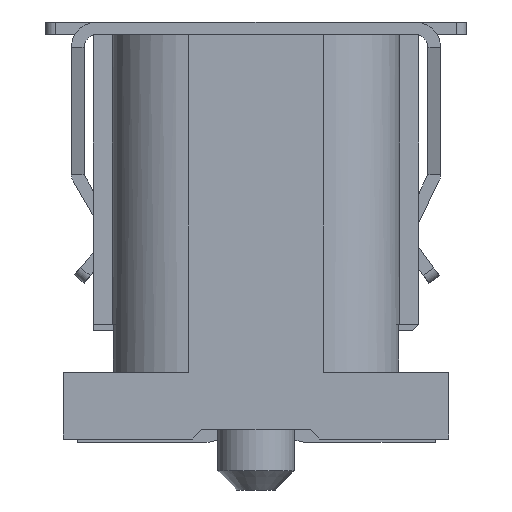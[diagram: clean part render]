
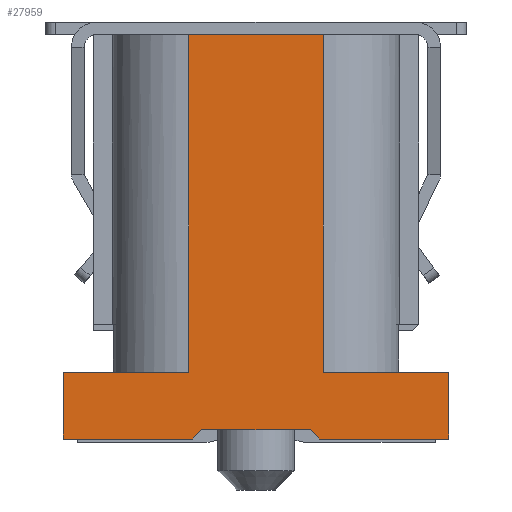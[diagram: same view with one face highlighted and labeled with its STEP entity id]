
A CAD part, left-side view. The second image highlights one B-rep face of the part: STEP entity #27959.
In plain terms, the highlighted planar face has unit normal (-1, 0, 0).
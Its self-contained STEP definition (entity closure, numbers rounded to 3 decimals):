
#1308=ORIENTED_EDGE('',*,*,#8910,.F.);
#1309=ORIENTED_EDGE('',*,*,#8889,.T.);
#1310=ORIENTED_EDGE('',*,*,#8774,.F.);
#1311=ORIENTED_EDGE('',*,*,#8803,.F.);
#1312=ORIENTED_EDGE('',*,*,#8828,.F.);
#1313=ORIENTED_EDGE('',*,*,#8830,.F.);
#1314=ORIENTED_EDGE('',*,*,#8808,.F.);
#1315=ORIENTED_EDGE('',*,*,#8816,.F.);
#1316=ORIENTED_EDGE('',*,*,#9451,.F.);
#1317=ORIENTED_EDGE('',*,*,#8899,.F.);
#1318=ORIENTED_EDGE('',*,*,#8896,.F.);
#1319=ORIENTED_EDGE('',*,*,#8913,.F.);
#8774=EDGE_CURVE('',#12875,#12876,#15427,.T.);
#8803=EDGE_CURVE('',#12899,#12875,#15451,.T.);
#8808=EDGE_CURVE('',#12904,#12905,#15455,.T.);
#8816=EDGE_CURVE('',#12911,#12904,#15463,.T.);
#8828=EDGE_CURVE('',#12919,#12899,#15473,.T.);
#8830=EDGE_CURVE('',#12905,#12919,#15475,.T.);
#8889=EDGE_CURVE('',#12959,#12876,#15532,.T.);
#8896=EDGE_CURVE('',#12965,#12961,#15537,.T.);
#8899=EDGE_CURVE('',#12961,#12967,#15540,.T.);
#8910=EDGE_CURVE('',#12959,#12975,#15549,.T.);
#8913=EDGE_CURVE('',#12975,#12965,#15552,.T.);
#9451=EDGE_CURVE('',#12967,#12911,#16089,.T.);
#12875=VERTEX_POINT('',#38675);
#12876=VERTEX_POINT('',#38677);
#12899=VERTEX_POINT('',#38730);
#12904=VERTEX_POINT('',#38741);
#12905=VERTEX_POINT('',#38743);
#12911=VERTEX_POINT('',#38758);
#12919=VERTEX_POINT('',#38782);
#12959=VERTEX_POINT('',#38903);
#12961=VERTEX_POINT('',#38908);
#12965=VERTEX_POINT('',#38916);
#12967=VERTEX_POINT('',#38921);
#12975=VERTEX_POINT('',#38946);
#15427=LINE('',#38676,#19407);
#15451=LINE('',#38731,#19431);
#15455=LINE('',#38742,#19435);
#15463=LINE('',#38759,#19443);
#15473=LINE('',#38783,#19453);
#15475=LINE('',#38786,#19455);
#15532=LINE('',#38902,#19512);
#15537=LINE('',#38917,#19517);
#15540=LINE('',#38923,#19520);
#15549=LINE('',#38945,#19529);
#15552=LINE('',#38950,#19532);
#16089=LINE('',#40026,#20069);
#19407=VECTOR('',#31250,1000.);
#19431=VECTOR('',#31288,1000.);
#19435=VECTOR('',#31296,1000.);
#19443=VECTOR('',#31308,1000.);
#19453=VECTOR('',#31330,1000.);
#19455=VECTOR('',#31334,1000.);
#19512=VECTOR('',#31431,1000.);
#19517=VECTOR('',#31442,1000.);
#19520=VECTOR('',#31447,1000.);
#19529=VECTOR('',#31468,1000.);
#19532=VECTOR('',#31473,1000.);
#20069=VECTOR('',#32024,1000.);
#23437=EDGE_LOOP('',(#1308,#1309,#1310,#1311,#1312,#1313,#1314,#1315,#1316,
#1317,#1318,#1319));
#25011=FACE_BOUND('',#23437,.T.);
#26516=PLANE('',#29520);
#27959=ADVANCED_FACE('',(#25011),#26516,.F.);
#29520=AXIS2_PLACEMENT_3D('',#40025,#32022,#32023);
#31250=DIRECTION('',(0.,-1.,0.));
#31288=DIRECTION('',(0.,0.,1.));
#31296=DIRECTION('',(0.,1.,0.));
#31308=DIRECTION('',(0.,0.707,-0.707));
#31330=DIRECTION('',(0.,-1.,0.));
#31334=DIRECTION('',(0.,0.,1.));
#31431=DIRECTION('',(0.,0.,1.));
#31442=DIRECTION('',(0.,1.,0.));
#31447=DIRECTION('',(0.,0.707,0.707));
#31468=DIRECTION('',(0.,-1.,0.));
#31473=DIRECTION('',(0.,0.,-1.));
#32022=DIRECTION('',(1.,0.,0.));
#32023=DIRECTION('',(0.,0.,-1.));
#32024=DIRECTION('',(0.,1.,0.));
#38675=CARTESIAN_POINT('',(-17.95,1.055,5.55));
#38676=CARTESIAN_POINT('',(-17.95,2.555,5.55));
#38677=CARTESIAN_POINT('',(-17.95,-1.055,5.55));
#38730=CARTESIAN_POINT('',(-17.95,1.055,0.25));
#38731=CARTESIAN_POINT('',(-17.95,1.055,0.));
#38741=CARTESIAN_POINT('',(-17.95,1.005,-0.8));
#38742=CARTESIAN_POINT('',(-17.95,1.005,-0.8));
#38743=CARTESIAN_POINT('',(-17.95,3.025,-0.8));
#38758=CARTESIAN_POINT('',(-17.95,0.855,-0.65));
#38759=CARTESIAN_POINT('',(-17.95,0.855,-0.65));
#38782=CARTESIAN_POINT('',(-17.95,3.025,0.25));
#38783=CARTESIAN_POINT('',(-17.95,3.025,0.25));
#38786=CARTESIAN_POINT('',(-17.95,3.025,-0.8));
#38902=CARTESIAN_POINT('',(-17.95,-1.055,0.));
#38903=CARTESIAN_POINT('',(-17.95,-1.055,0.25));
#38908=CARTESIAN_POINT('',(-17.95,-1.005,-0.8));
#38916=CARTESIAN_POINT('',(-17.95,-3.025,-0.8));
#38917=CARTESIAN_POINT('',(-17.95,-3.025,-0.8));
#38921=CARTESIAN_POINT('',(-17.95,-0.855,-0.65));
#38923=CARTESIAN_POINT('',(-17.95,-1.005,-0.8));
#38945=CARTESIAN_POINT('',(-17.95,3.025,0.25));
#38946=CARTESIAN_POINT('',(-17.95,-3.025,0.25));
#38950=CARTESIAN_POINT('',(-17.95,-3.025,0.25));
#40025=CARTESIAN_POINT('',(-17.95,2.555,5.55));
#40026=CARTESIAN_POINT('',(-17.95,-0.855,-0.65));
